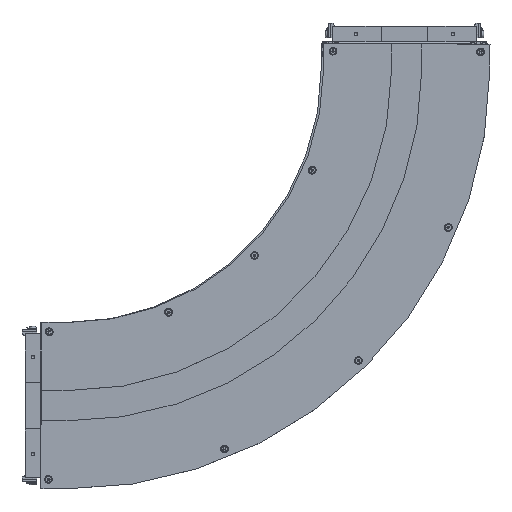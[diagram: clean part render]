
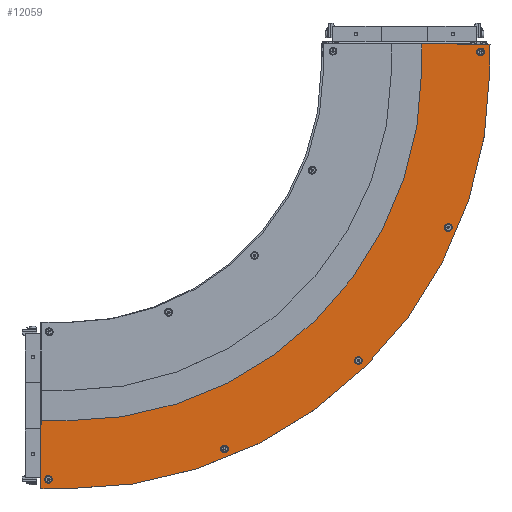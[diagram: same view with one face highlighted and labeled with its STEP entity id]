
A CAD part, top view. The second image highlights one B-rep face of the part: STEP entity #12059.
In plain terms, the highlighted planar face has unit normal (0, 0, 1).
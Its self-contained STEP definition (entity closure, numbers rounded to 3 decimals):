
#742=FACE_BOUND('',#2242,.T.);
#743=FACE_BOUND('',#2243,.T.);
#744=FACE_BOUND('',#2244,.T.);
#745=FACE_BOUND('',#2245,.T.);
#746=FACE_BOUND('',#2246,.T.);
#905=PLANE('',#13107);
#1581=FACE_OUTER_BOUND('',#2241,.T.);
#2241=EDGE_LOOP('',(#9549,#9550,#9551,#9552,#9553,#9554,#9555,#9556,#9557,
#9558));
#2242=EDGE_LOOP('',(#9559));
#2243=EDGE_LOOP('',(#9560));
#2244=EDGE_LOOP('',(#9561));
#2245=EDGE_LOOP('',(#9562));
#2246=EDGE_LOOP('',(#9563));
#2989=LINE('',#18738,#4157);
#2991=LINE('',#18742,#4159);
#3015=LINE('',#18795,#4183);
#3036=LINE('',#18844,#4204);
#3039=LINE('',#18850,#4207);
#3042=LINE('',#18856,#4210);
#3044=LINE('',#18863,#4212);
#3045=LINE('',#18866,#4213);
#4157=VECTOR('',#14998,10.);
#4159=VECTOR('',#15002,10.);
#4183=VECTOR('',#15042,10.);
#4204=VECTOR('',#15089,10.);
#4207=VECTOR('',#15096,10.);
#4210=VECTOR('',#15103,10.);
#4212=VECTOR('',#15113,10.);
#4213=VECTOR('',#15116,10.);
#5101=CIRCLE('',#12993,7.5);
#5109=CIRCLE('',#13007,7.5);
#5121=CIRCLE('',#13028,7.5);
#5125=CIRCLE('',#13035,7.5);
#5137=CIRCLE('',#13056,7.5);
#5153=CIRCLE('',#13105,679.);
#5154=CIRCLE('',#13108,810.);
#5787=VERTEX_POINT('',#18531);
#5795=VERTEX_POINT('',#18557);
#5807=VERTEX_POINT('',#18596);
#5811=VERTEX_POINT('',#18609);
#5823=VERTEX_POINT('',#18648);
#5854=VERTEX_POINT('',#18735);
#5855=VERTEX_POINT('',#18737);
#5856=VERTEX_POINT('',#18741);
#5877=VERTEX_POINT('',#18794);
#5891=VERTEX_POINT('',#18841);
#5892=VERTEX_POINT('',#18843);
#5893=VERTEX_POINT('',#18849);
#5894=VERTEX_POINT('',#18855);
#5895=VERTEX_POINT('',#18862);
#5896=VERTEX_POINT('',#18864);
#7083=EDGE_CURVE('',#5787,#5787,#5101,.T.);
#7095=EDGE_CURVE('',#5795,#5795,#5109,.T.);
#7113=EDGE_CURVE('',#5807,#5807,#5121,.T.);
#7119=EDGE_CURVE('',#5811,#5811,#5125,.T.);
#7137=EDGE_CURVE('',#5823,#5823,#5137,.T.);
#7181=EDGE_CURVE('',#5854,#5855,#2989,.T.);
#7183=EDGE_CURVE('',#5856,#5855,#2991,.T.);
#7210=EDGE_CURVE('',#5856,#5877,#3015,.T.);
#7235=EDGE_CURVE('',#5892,#5891,#3036,.T.);
#7238=EDGE_CURVE('',#5891,#5893,#3039,.T.);
#7241=EDGE_CURVE('',#5894,#5877,#3042,.T.);
#7243=EDGE_CURVE('',#5893,#5894,#5153,.T.);
#7244=EDGE_CURVE('',#5854,#5895,#3044,.T.);
#7245=EDGE_CURVE('',#5895,#5896,#5154,.T.);
#7246=EDGE_CURVE('',#5896,#5892,#3045,.T.);
#9549=ORIENTED_EDGE('',*,*,#7181,.F.);
#9550=ORIENTED_EDGE('',*,*,#7244,.T.);
#9551=ORIENTED_EDGE('',*,*,#7245,.T.);
#9552=ORIENTED_EDGE('',*,*,#7246,.T.);
#9553=ORIENTED_EDGE('',*,*,#7235,.T.);
#9554=ORIENTED_EDGE('',*,*,#7238,.T.);
#9555=ORIENTED_EDGE('',*,*,#7243,.T.);
#9556=ORIENTED_EDGE('',*,*,#7241,.T.);
#9557=ORIENTED_EDGE('',*,*,#7210,.F.);
#9558=ORIENTED_EDGE('',*,*,#7183,.T.);
#9559=ORIENTED_EDGE('',*,*,#7083,.T.);
#9560=ORIENTED_EDGE('',*,*,#7095,.T.);
#9561=ORIENTED_EDGE('',*,*,#7113,.T.);
#9562=ORIENTED_EDGE('',*,*,#7119,.T.);
#9563=ORIENTED_EDGE('',*,*,#7137,.T.);
#12059=ADVANCED_FACE('',(#1581,#742,#743,#744,#745,#746),#905,.T.);
#12993=AXIS2_PLACEMENT_3D('',#18532,#14775,#14776);
#13007=AXIS2_PLACEMENT_3D('',#18558,#14807,#14808);
#13028=AXIS2_PLACEMENT_3D('',#18597,#14855,#14856);
#13035=AXIS2_PLACEMENT_3D('',#18610,#14871,#14872);
#13056=AXIS2_PLACEMENT_3D('',#18649,#14919,#14920);
#13105=AXIS2_PLACEMENT_3D('',#18859,#15107,#15108);
#13107=AXIS2_PLACEMENT_3D('',#18861,#15111,#15112);
#13108=AXIS2_PLACEMENT_3D('',#18865,#15114,#15115);
#14775=DIRECTION('center_axis',(0.,0.,-1.));
#14776=DIRECTION('ref_axis',(1.,0.,0.));
#14807=DIRECTION('center_axis',(0.,0.,-1.));
#14808=DIRECTION('ref_axis',(1.,0.,0.));
#14855=DIRECTION('center_axis',(0.,0.,-1.));
#14856=DIRECTION('ref_axis',(1.,0.,0.));
#14871=DIRECTION('center_axis',(0.,0.,-1.));
#14872=DIRECTION('ref_axis',(1.,0.,0.));
#14919=DIRECTION('center_axis',(0.,0.,-1.));
#14920=DIRECTION('ref_axis',(1.,0.,0.));
#14998=DIRECTION('',(-0.707,-0.707,0.));
#15002=DIRECTION('',(1.,0.,0.));
#15042=DIRECTION('',(-0.707,0.707,0.));
#15089=DIRECTION('',(0.,-1.,0.));
#15096=DIRECTION('',(1.,0.,0.));
#15103=DIRECTION('',(0.,-1.,0.));
#15107=DIRECTION('center_axis',(0.,0.,-1.));
#15108=DIRECTION('ref_axis',(1.,0.,0.));
#15111=DIRECTION('center_axis',(0.,0.,1.));
#15112=DIRECTION('ref_axis',(1.,0.,0.));
#15113=DIRECTION('',(0.,1.,0.));
#15114=DIRECTION('center_axis',(0.,0.,1.));
#15115=DIRECTION('ref_axis',(1.,0.,0.));
#15116=DIRECTION('',(-1.,0.,0.));
#18531=CARTESIAN_POINT('',(295.585,731.713,14.5));
#18532=CARTESIAN_POINT('Origin',(303.085,731.713,14.5));
#18557=CARTESIAN_POINT('',(724.213,303.085,14.5));
#18558=CARTESIAN_POINT('Origin',(731.713,303.085,14.5));
#18596=CARTESIAN_POINT('',(-42.5,792.,14.5));
#18597=CARTESIAN_POINT('Origin',(-35.,792.,14.5));
#18609=CARTESIAN_POINT('',(784.5,-35.,14.5));
#18610=CARTESIAN_POINT('Origin',(792.,-35.,14.5));
#18648=CARTESIAN_POINT('',(552.529,560.029,14.5));
#18649=CARTESIAN_POINT('Origin',(560.029,560.029,14.5));
#18735=CARTESIAN_POINT('',(810.,-47.5,14.5));
#18737=CARTESIAN_POINT('',(807.5,-50.,14.5));
#18738=CARTESIAN_POINT('',(775.,-82.5,14.5));
#18741=CARTESIAN_POINT('',(681.,-50.,14.5));
#18742=CARTESIAN_POINT('',(490.,-50.,14.5));
#18794=CARTESIAN_POINT('',(679.,-48.,14.5));
#18795=CARTESIAN_POINT('',(666.5,-35.5,14.5));
#18841=CARTESIAN_POINT('',(-50.,679.,14.5));
#18843=CARTESIAN_POINT('',(-50.,810.,14.5));
#18844=CARTESIAN_POINT('',(-50.,810.,14.5));
#18849=CARTESIAN_POINT('',(0.,679.,14.5));
#18850=CARTESIAN_POINT('',(300.,679.,14.5));
#18855=CARTESIAN_POINT('',(679.,0.,14.5));
#18856=CARTESIAN_POINT('',(679.,-12.5,14.5));
#18859=CARTESIAN_POINT('Origin',(0.,0.,14.5));
#18861=CARTESIAN_POINT('Origin',(650.,-25.,14.5));
#18862=CARTESIAN_POINT('',(810.,0.,14.5));
#18863=CARTESIAN_POINT('',(810.,-50.,14.5));
#18864=CARTESIAN_POINT('',(0.,810.,14.5));
#18865=CARTESIAN_POINT('Origin',(0.,0.,14.5));
#18866=CARTESIAN_POINT('',(0.,810.,14.5));
